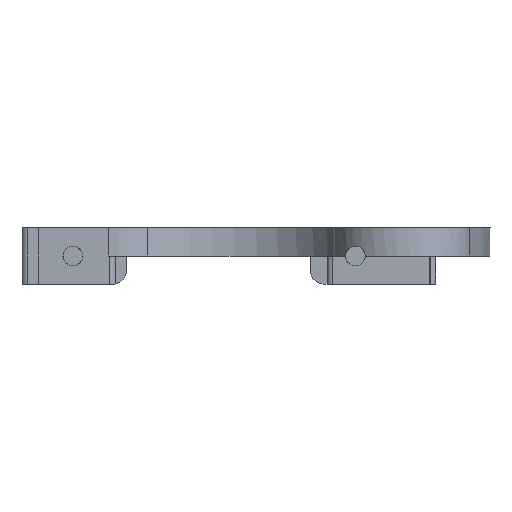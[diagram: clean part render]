
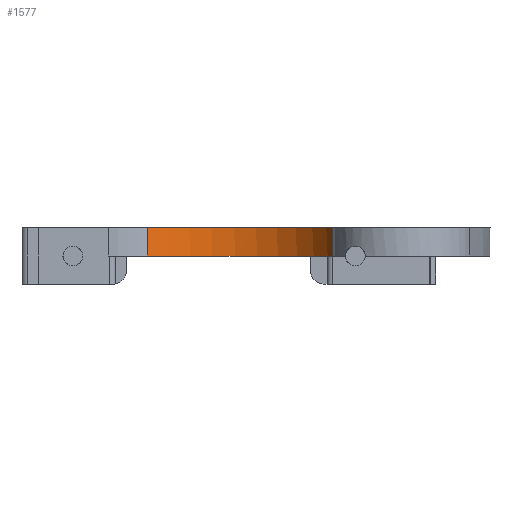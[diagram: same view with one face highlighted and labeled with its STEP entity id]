
A CAD part, front view. The second image highlights one B-rep face of the part: STEP entity #1577.
In plain terms, the highlighted cylindrical face has radius 24 mm (diameter 48 mm), a partial arc.
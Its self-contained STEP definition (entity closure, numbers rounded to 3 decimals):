
#124=FACE_OUTER_BOUND('',#219,.T.);
#219=EDGE_LOOP('',(#1333,#1334,#1335,#1336,#1337,#1338));
#274=B_SPLINE_CURVE_WITH_KNOTS('',3,(#2704,#2705,#2706,#2707,#2708,#2709,
#2710,#2711,#2712,#2713,#2714,#2715,#2716,#2717,#2718,#2719,#2720,#2721,
#2722,#2723,#2724,#2725,#2726,#2727,#2728,#2729,#2730,#2731,#2732,#2733),
 .UNSPECIFIED.,.F.,.F.,(4,2,2,2,2,2,2,2,2,2,2,2,2,2,4),(0.596,
0.613,0.63,0.664,0.73,
0.796,0.928,1.191,1.455,1.586,
1.652,1.718,1.752,1.77,1.787),
 .UNSPECIFIED.);
#323=LINE('',#2436,#447);
#383=LINE('',#2920,#507);
#447=VECTOR('',#1939,10.);
#507=VECTOR('',#2133,10.);
#548=CIRCLE('',#1661,24.);
#596=CIRCLE('',#1739,24.);
#599=CIRCLE('',#1743,24.);
#660=VERTEX_POINT('',#2390);
#661=VERTEX_POINT('',#2392);
#680=VERTEX_POINT('',#2434);
#721=VERTEX_POINT('',#2701);
#722=VERTEX_POINT('',#2703);
#761=VERTEX_POINT('',#2918);
#833=EDGE_CURVE('',#660,#661,#548,.T.);
#854=EDGE_CURVE('',#660,#680,#323,.T.);
#909=EDGE_CURVE('',#722,#721,#274,.T.);
#966=EDGE_CURVE('',#722,#680,#596,.T.);
#969=EDGE_CURVE('',#761,#721,#599,.T.);
#970=EDGE_CURVE('',#661,#761,#383,.T.);
#1333=ORIENTED_EDGE('',*,*,#909,.T.);
#1334=ORIENTED_EDGE('',*,*,#969,.F.);
#1335=ORIENTED_EDGE('',*,*,#970,.F.);
#1336=ORIENTED_EDGE('',*,*,#833,.F.);
#1337=ORIENTED_EDGE('',*,*,#854,.T.);
#1338=ORIENTED_EDGE('',*,*,#966,.F.);
#1510=CYLINDRICAL_SURFACE('',#1742,24.);
#1577=ADVANCED_FACE('',(#124),#1510,.F.);
#1661=AXIS2_PLACEMENT_3D('',#2393,#1902,#1903);
#1739=AXIS2_PLACEMENT_3D('',#2912,#2123,#2124);
#1742=AXIS2_PLACEMENT_3D('',#2917,#2129,#2130);
#1743=AXIS2_PLACEMENT_3D('',#2919,#2131,#2132);
#1902=DIRECTION('center_axis',(0.,0.,
-1.));
#1903=DIRECTION('ref_axis',(-0.491,0.871,0.));
#1939=DIRECTION('',(0.,0.,-1.));
#2123=DIRECTION('center_axis',(0.,0.,
1.));
#2124=DIRECTION('ref_axis',(-0.491,0.871,0.));
#2129=DIRECTION('center_axis',(0.,0.,-1.));
#2130=DIRECTION('ref_axis',(-0.491,0.871,0.));
#2131=DIRECTION('center_axis',(0.,0.,
1.));
#2132=DIRECTION('ref_axis',(-0.491,0.871,0.));
#2133=DIRECTION('',(0.,0.,-1.));
#2390=CARTESIAN_POINT('',(-11.809,20.906,3.));
#2392=CARTESIAN_POINT('',(22.041,-9.453,3.));
#2393=CARTESIAN_POINT('Origin',(-0.018,0.002,
3.));
#2434=CARTESIAN_POINT('',(-11.809,20.906,-2.));
#2436=CARTESIAN_POINT('',(-11.809,20.906,3.));
#2701=CARTESIAN_POINT('',(23.309,-5.643,-2.));
#2703=CARTESIAN_POINT('',(23.309,5.647,-2.));
#2704=CARTESIAN_POINT('Ctrl Pts',(23.309,5.647,-2.));
#2705=CARTESIAN_POINT('Ctrl Pts',(23.309,5.647,-1.943));
#2706=CARTESIAN_POINT('Ctrl Pts',(23.312,5.636,-1.888));
#2707=CARTESIAN_POINT('Ctrl Pts',(23.322,5.595,-1.783));
#2708=CARTESIAN_POINT('Ctrl Pts',(23.329,5.565,-1.734));
#2709=CARTESIAN_POINT('Ctrl Pts',(23.354,5.459,-1.595));
#2710=CARTESIAN_POINT('Ctrl Pts',(23.376,5.364,-1.516));
#2711=CARTESIAN_POINT('Ctrl Pts',(23.437,5.093,-1.331));
#2712=CARTESIAN_POINT('Ctrl Pts',(23.478,4.9,-1.245));
#2713=CARTESIAN_POINT('Ctrl Pts',(23.558,4.502,-1.097));
#2714=CARTESIAN_POINT('Ctrl Pts',(23.596,4.296,-1.037));
#2715=CARTESIAN_POINT('Ctrl Pts',(23.706,3.659,-0.883));
#2716=CARTESIAN_POINT('Ctrl Pts',(23.771,3.211,-0.813));
#2717=CARTESIAN_POINT('Ctrl Pts',(23.93,1.835,-0.655));
#2718=CARTESIAN_POINT('Ctrl Pts',(23.982,0.881,-0.62));
#2719=CARTESIAN_POINT('Ctrl Pts',(23.982,-0.876,-0.62));
#2720=CARTESIAN_POINT('Ctrl Pts',(23.93,-1.831,-0.655));
#2721=CARTESIAN_POINT('Ctrl Pts',(23.771,-3.207,-0.813));
#2722=CARTESIAN_POINT('Ctrl Pts',(23.706,-3.654,-0.883));
#2723=CARTESIAN_POINT('Ctrl Pts',(23.596,-4.291,-1.037));
#2724=CARTESIAN_POINT('Ctrl Pts',(23.558,-4.498,-1.097));
#2725=CARTESIAN_POINT('Ctrl Pts',(23.478,-4.896,-1.245));
#2726=CARTESIAN_POINT('Ctrl Pts',(23.437,-5.088,-1.331));
#2727=CARTESIAN_POINT('Ctrl Pts',(23.376,-5.359,-1.516));
#2728=CARTESIAN_POINT('Ctrl Pts',(23.354,-5.454,-1.595));
#2729=CARTESIAN_POINT('Ctrl Pts',(23.329,-5.561,-1.734));
#2730=CARTESIAN_POINT('Ctrl Pts',(23.322,-5.59,-1.783));
#2731=CARTESIAN_POINT('Ctrl Pts',(23.312,-5.631,-1.888));
#2732=CARTESIAN_POINT('Ctrl Pts',(23.309,-5.643,-1.943));
#2733=CARTESIAN_POINT('Ctrl Pts',(23.309,-5.643,-2.));
#2912=CARTESIAN_POINT('Origin',(-0.018,0.002,
-2.));
#2917=CARTESIAN_POINT('Origin',(-0.018,0.002,
3.));
#2918=CARTESIAN_POINT('',(22.041,-9.453,-2.));
#2919=CARTESIAN_POINT('Origin',(-0.018,0.002,
-2.));
#2920=CARTESIAN_POINT('',(22.041,-9.453,3.));
